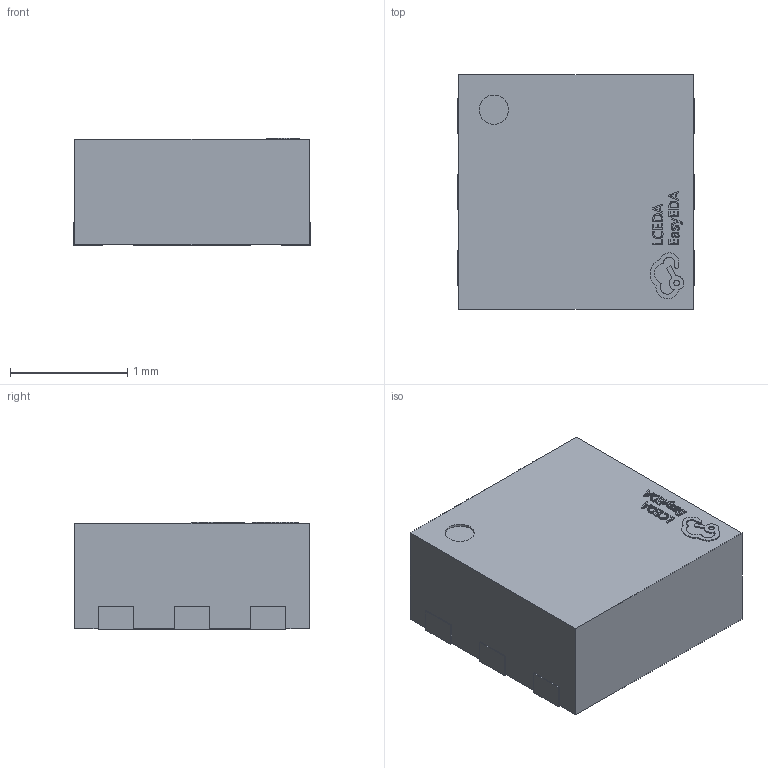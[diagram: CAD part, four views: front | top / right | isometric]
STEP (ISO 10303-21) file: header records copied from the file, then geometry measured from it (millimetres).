
FILE_DESCRIPTION (( 'STEP AP214' ), '1' );
FILE_NAME ('DFN-6_L2.0-W2.0-H0.9-P0.65.step', '2022-06-30T13:19:08', ( '' ), ( '' ), 'SwSTEP 2.0', 'SolidWorks 2020', '' );
FILE_SCHEMA (( 'AUTOMOTIVE_DESIGN' ));
Length unit declared in the file: millimetre
Products named in the file (1): DFN-6_L2.0-W2.0-H0.9-P0.65
Bounding box: 2.02 x 2 x 0.92 mm (x, y, z)
Volume: 3.6 mm3; surface area: 15.5 mm2
Topology: 1 solids, 1 shells, 275 faces, 756 edges, 504 vertices
Faces by surface type: plane 175, bspline 98, cylinder 2
Entity records: 11763 total; most frequent: CARTESIAN_POINT 2842, ORIENTED_EDGE 1512, DIRECTION 916, EDGE_CURVE 756, LINE 552, VECTOR 552, VERTEX_POINT 504, EDGE_LOOP 296
